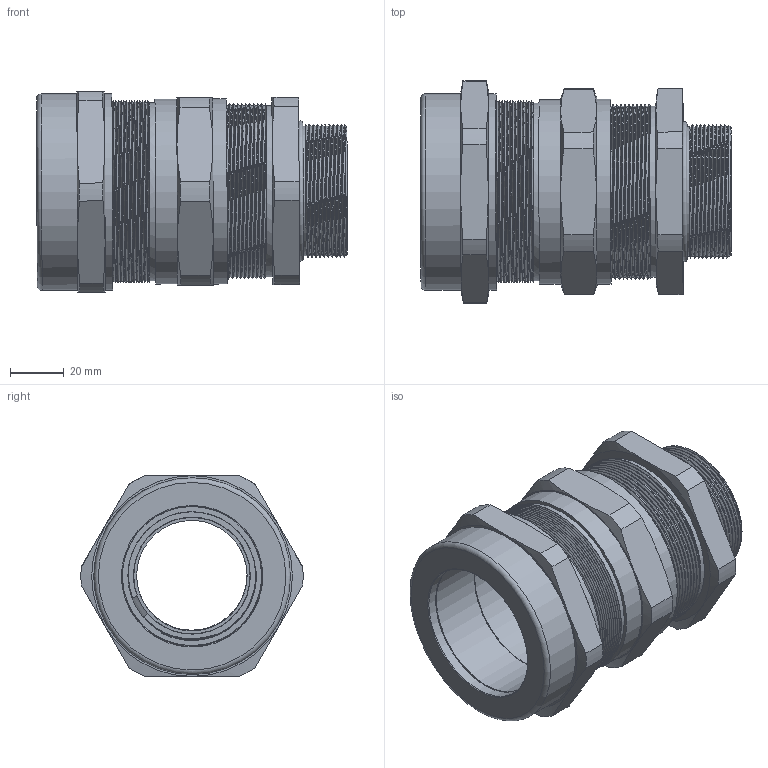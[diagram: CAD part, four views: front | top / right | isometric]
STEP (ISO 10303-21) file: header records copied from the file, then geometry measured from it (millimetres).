
FILE_DESCRIPTION(/* description */ ('RST-Gamma-X-Universal M50'),/* implementation_level */ '2;1');
FILE_NAME(/* name */ 'KBAU5M50-RST.stp',/* time_stamp */ '2020-03-30T14:20:43+02:00',/* author */ ('sl'),/* organization */ (''),/* preprocessor_version */ 'ST-DEVELOPER v16.5',/* originating_system */ 'Autodesk Inventor 2017',/* authorisation */ '');
FILE_SCHEMA (('AUTOMOTIVE_DESIGN { 1 0 10303 214 3 1 1 }'));
Length unit declared in the file: millimetre
Products named in the file (11): KBAU5M50; KBAU5M50_1; KBAU5M50_2; KBAU5M50_3; KBAU5M50_4; KBAU5M50_5; KBAU5M50_6; KBAU5M50_7; KBAU5M50_8; KBAU5M50_9; KBAU5M50_10
Assembly tree (10 placements, depth 2):
  KBAU5M50
    KBAU5M50_1
    KBAU5M50_2
    KBAU5M50_3
    KBAU5M50_4
    KBAU5M50_5
    KBAU5M50_6
    KBAU5M50_7
    KBAU5M50_8
    KBAU5M50_9
    KBAU5M50_10
Bounding box: 116.2 x 82.98 x 75.05 mm (x, y, z)
Volume: 199938.9 mm3; surface area: 129392.3 mm2
Topology: 11 solids, 11 shells, 340 faces, 800 edges, 502 vertices
Faces by surface type: cylinder 139, plane 67, cone 57, bspline 37, torus 32, sphere 8
Full cylindrical faces by diameter (mm): 41.29 x1, 41.46 x1, 41.7 x1, 48.398 x10, 50.04 x1, 51.75 x1, 52.04 x1, 52.2 x1, 52.25 x1, 52.78 x1, 55.65 x1, 56.36 x2, 56.8 x2, 56.85 x1, 58.4 x1, 59.53 x1, 59.8 x3, 59.85 x2, 59.9 x2, 60.9 x1, 63.45 x14, 63.998 x15, 66.478 x1, 69 x1, 69.21 x1, 71.33 x2, 71.332 x1, 73.47 x2
Entity records: 23253 total; most frequent: CARTESIAN_POINT 16832, DIRECTION 1264, ORIENTED_EDGE 1192, EDGE_CURVE 596, AXIS2_PLACEMENT_3D 543, EDGE_LOOP 415, VERTEX_POINT 413, FACE_OUTER_BOUND 300
